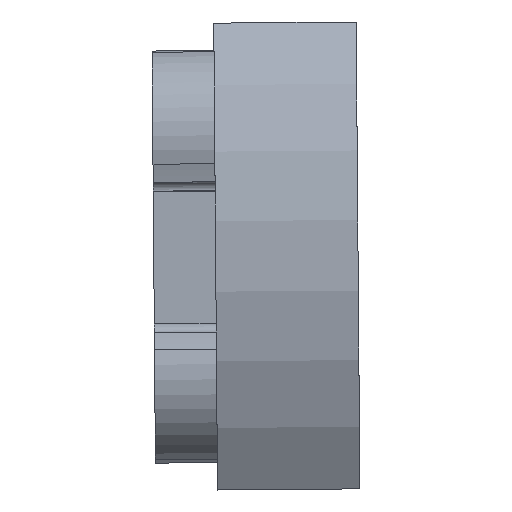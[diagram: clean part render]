
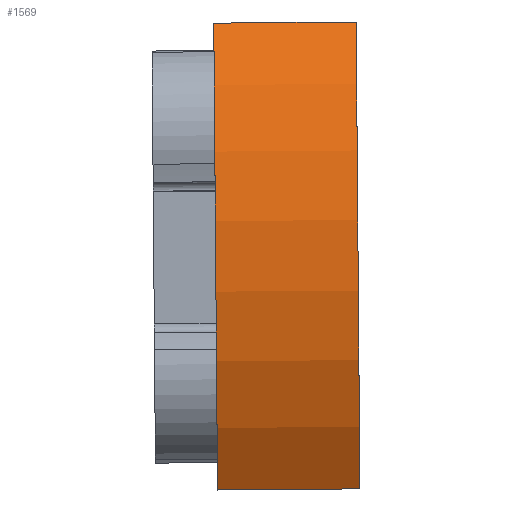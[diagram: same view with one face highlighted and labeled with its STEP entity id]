
A CAD part, left-side view. The second image highlights one B-rep face of the part: STEP entity #1569.
In plain terms, the highlighted cylindrical face has radius 48.004 mm (diameter 96.008 mm), a partial arc.
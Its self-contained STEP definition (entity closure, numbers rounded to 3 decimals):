
#65=CYLINDRICAL_SURFACE('',#1749,48.004);
#136=CIRCLE('',#1689,48.004);
#154=CIRCLE('',#1723,48.004);
#238=FACE_OUTER_BOUND('',#343,.T.);
#343=EDGE_LOOP('',(#1364,#1365,#1366,#1367));
#482=LINE('',#2744,#620);
#483=LINE('',#2745,#621);
#620=VECTOR('',#2186,10.);
#621=VECTOR('',#2187,10.);
#748=VERTEX_POINT('',#2622);
#750=VERTEX_POINT('',#2626);
#769=VERTEX_POINT('',#2696);
#770=VERTEX_POINT('',#2697);
#931=EDGE_CURVE('',#750,#748,#136,.F.);
#965=EDGE_CURVE('',#769,#770,#154,.T.);
#989=EDGE_CURVE('',#748,#770,#482,.F.);
#990=EDGE_CURVE('',#769,#750,#483,.F.);
#1364=ORIENTED_EDGE('',*,*,#965,.T.);
#1365=ORIENTED_EDGE('',*,*,#989,.F.);
#1366=ORIENTED_EDGE('',*,*,#931,.F.);
#1367=ORIENTED_EDGE('',*,*,#990,.F.);
#1569=ADVANCED_FACE('',(#238),#65,.T.);
#1689=AXIS2_PLACEMENT_3D('',#2628,#2041,#2042);
#1723=AXIS2_PLACEMENT_3D('',#2698,#2125,#2126);
#1749=AXIS2_PLACEMENT_3D('',#2743,#2184,#2185);
#2041=DIRECTION('center_axis',(0.,1.,-0.008));
#2042=DIRECTION('ref_axis',(0.,0.008,1.));
#2125=DIRECTION('center_axis',(0.,-1.,
0.008));
#2126=DIRECTION('ref_axis',(1.,0.,0.));
#2184=DIRECTION('center_axis',(0.,-1.,
0.008));
#2185=DIRECTION('ref_axis',(-1.,0.,0.003));
#2186=DIRECTION('',(0.,-1.,0.008));
#2187=DIRECTION('',(0.,1.,-0.008));
#2622=CARTESIAN_POINT('',(-0.165,-65.3,23.173));
#2626=CARTESIAN_POINT('',(-0.027,-64.876,75.962));
#2628=CARTESIAN_POINT('Origin',(40.,-65.089,49.462));
#2696=CARTESIAN_POINT('',(-0.027,-48.777,75.832));
#2697=CARTESIAN_POINT('',(-0.165,-49.201,23.044));
#2698=CARTESIAN_POINT('Origin',(40.,-48.99,49.333));
#2743=CARTESIAN_POINT('Origin',(40.,-48.99,49.333));
#2744=CARTESIAN_POINT('',(-0.165,-56.201,23.1));
#2745=CARTESIAN_POINT('',(-0.027,-55.777,75.888));
